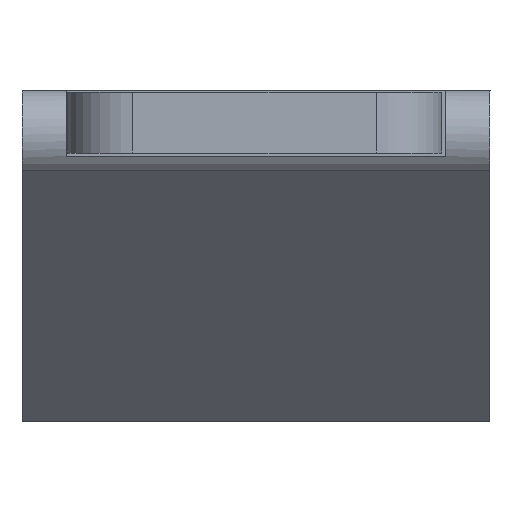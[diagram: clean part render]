
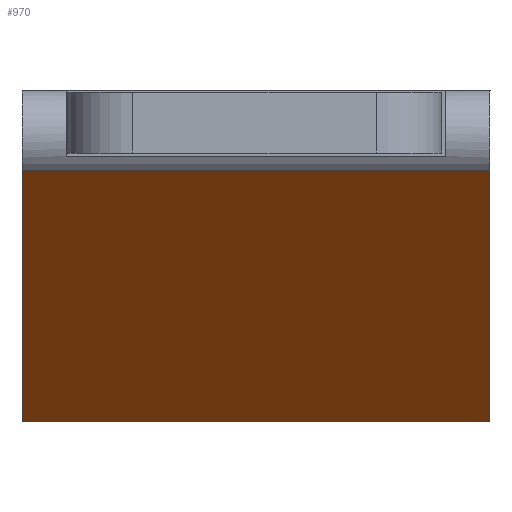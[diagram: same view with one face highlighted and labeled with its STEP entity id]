
A CAD part, left-side view. The second image highlights one B-rep face of the part: STEP entity #970.
In plain terms, the highlighted face is planar.
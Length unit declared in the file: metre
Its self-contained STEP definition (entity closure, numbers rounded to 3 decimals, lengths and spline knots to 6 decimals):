
#98=ORIENTED_EDGE('',*,*,#366,.F.);
#99=ORIENTED_EDGE('',*,*,#367,.T.);
#100=ORIENTED_EDGE('',*,*,#368,.T.);
#101=ORIENTED_EDGE('',*,*,#350,.F.);
#350=EDGE_CURVE('',#486,#487,#578,.T.);
#366=EDGE_CURVE('',#498,#486,#594,.T.);
#367=EDGE_CURVE('',#498,#499,#595,.T.);
#368=EDGE_CURVE('',#499,#487,#596,.T.);
#486=VERTEX_POINT('',#1453);
#487=VERTEX_POINT('',#1455);
#498=VERTEX_POINT('',#1486);
#499=VERTEX_POINT('',#1488);
#578=LINE('',#1454,#696);
#594=LINE('',#1485,#712);
#595=LINE('',#1487,#713);
#596=LINE('',#1489,#714);
#696=VECTOR('',#1162,1.);
#712=VECTOR('',#1186,1.);
#713=VECTOR('',#1187,1.);
#714=VECTOR('',#1188,1.);
#800=EDGE_LOOP('',(#98,#99,#100,#101));
#862=FACE_BOUND('',#800,.T.);
#923=PLANE('',#1064);
#970=ADVANCED_FACE('',(#862),#923,.F.);
#1064=AXIS2_PLACEMENT_3D('',#1484,#1184,#1185);
#1162=DIRECTION('',(0.,1.,0.));
#1184=DIRECTION('',(1.,0.,0.));
#1185=DIRECTION('',(0.,0.,-1.));
#1186=DIRECTION('',(0.,0.,-1.));
#1187=DIRECTION('',(0.,1.,0.));
#1188=DIRECTION('',(0.,0.,-1.));
#1453=CARTESIAN_POINT('',(-0.05,-0.1,0.));
#1454=CARTESIAN_POINT('',(-0.05,-0.1,0.));
#1455=CARTESIAN_POINT('',(-0.05,0.,0.));
#1484=CARTESIAN_POINT('',(-0.05,-0.1,0.05));
#1485=CARTESIAN_POINT('',(-0.05,-0.1,0.05));
#1486=CARTESIAN_POINT('',(-0.05,-0.1,0.075858));
#1487=CARTESIAN_POINT('',(-0.05,-0.0905,0.075858));
#1488=CARTESIAN_POINT('',(-0.05,0.,0.075858));
#1489=CARTESIAN_POINT('',(-0.05,0.,0.05));
